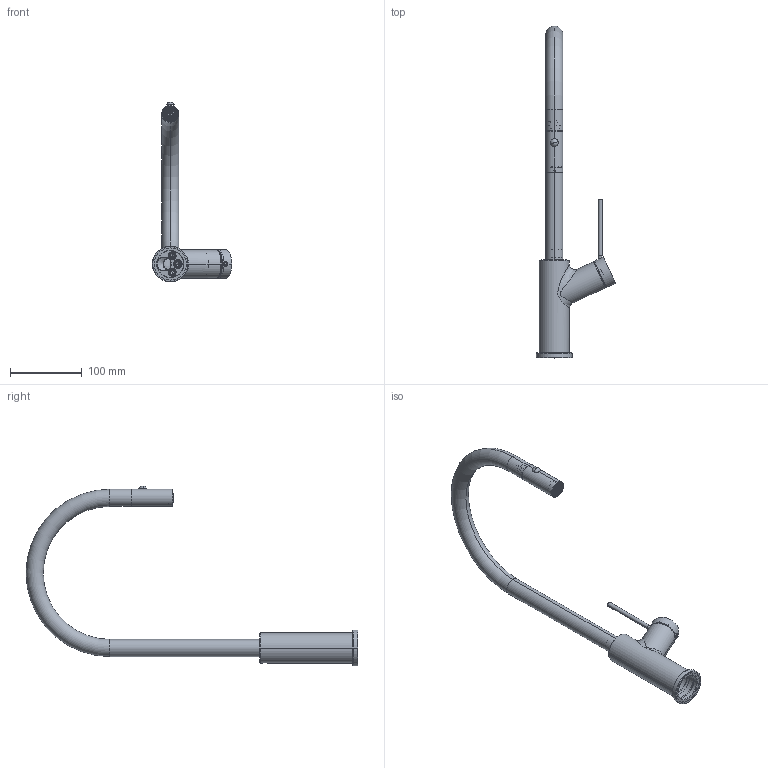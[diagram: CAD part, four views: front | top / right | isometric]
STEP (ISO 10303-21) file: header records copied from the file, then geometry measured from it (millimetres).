
FILE_DESCRIPTION((''),'2;1');
FILE_NAME('400407NDR0_ASM_1_ASM','2024-11-27T09:57:47',('sruga'),('Armando Vicario'),'CREO PARAMETRIC BY PTC INC, 2021404','CREO PARAMETRIC BY PTC INC, 2021404','');
FILE_SCHEMA(('CONFIG_CONTROL_DESIGN'));
Length unit declared in the file: millimetre
Products named in the file (44): 01000179_1; 04000254_1; 06022107_1_1; 05000016_1_1; 16001794_ASM_1_1_ASM; 16001296_ASM_1_ASM; 12000364_1_1; 16001284_ASM_1_1_ASM; 03000123_1_1; 12056801_1_1; 06022007_1_1_2; 16000657_ASM_1_1_2_ASM; 05000004_1_1; 16000141_ASM_1_1_ASM; 16001279_ASM_1_1_ASM; 02000179_1; 16001295_ASM_1_ASM; 10000679_1; 12000377_1; 10000572_1_1; 10000572_1_2; 10000572_1_ASM; 16003390_ASM_1_ASM; 02000697_1_1; 02000697_1_2; 02000697_1_3; 02000697_1_ASM; 12000646_1; 11000088_1; 11000106_1_1; 11000106_1_2; 11000106_1_ASM; 04000309_1; 04000315_1; 14000297_ASM_1_ASM; 16002065_ASM_1_ASM; 10000481_ASM_1_ASM; 10000182_1; 10000247_1; 02000186_ASM_1_ASM ...
Assembly tree (43 placements, depth 8):
  400407NDR0_ASM_1_ASM
    16001296_ASM_1_ASM
      01000179_1
      04000254_1
      06022107_1_1
      16001794_ASM_1_1_ASM
        05000016_1_1
    16001284_ASM_1_1_ASM
      12000364_1_1
    16001279_ASM_1_1_ASM
      03000123_1_1
      12056801_1_1
      16000657_ASM_1_1_2_ASM
        06022007_1_1_2
      16000141_ASM_1_1_ASM
        05000004_1_1
    16001295_ASM_1_ASM
      02000179_1
    16001335_ASM_1_ASM
      02000186_ASM_1_ASM
        10000481_ASM_1_ASM
          10000679_1
          12000377_1
          16003390_ASM_1_ASM
            10000572_1_ASM
              10000572_1_1
              10000572_1_2
          02000697_1_ASM
            02000697_1_1
            02000697_1_2
            02000697_1_3
          16002065_ASM_1_ASM
            14000297_ASM_1_ASM
              12000646_1
              11000088_1
              11000106_1_ASM
                11000106_1_1
                11000106_1_2
              04000309_1
              04000315_1
        10000182_1
        10000247_1
    16000181_ASM_1_1_ASM
      12053901_1_1
Bounding box: 110.78 x 464.1 x 251.4 mm (x, y, z)
Volume: 215941.8 mm3; surface area: 176612.6 mm2
Topology: 26 solids, 40 shells, 1937 faces, 5746 edges, 3825 vertices
Faces by surface type: cylinder 997, plane 718, cone 134, torus 62, bspline 18, sphere 8
Entity records: 77978 total; most frequent: CARTESIAN_POINT 24186, ORIENTED_EDGE 11364, DIRECTION 10735, EDGE_CURVE 5714, AXIS2_PLACEMENT_3D 3945, VERTEX_POINT 3825, VECTOR 2845, LINE 2845
